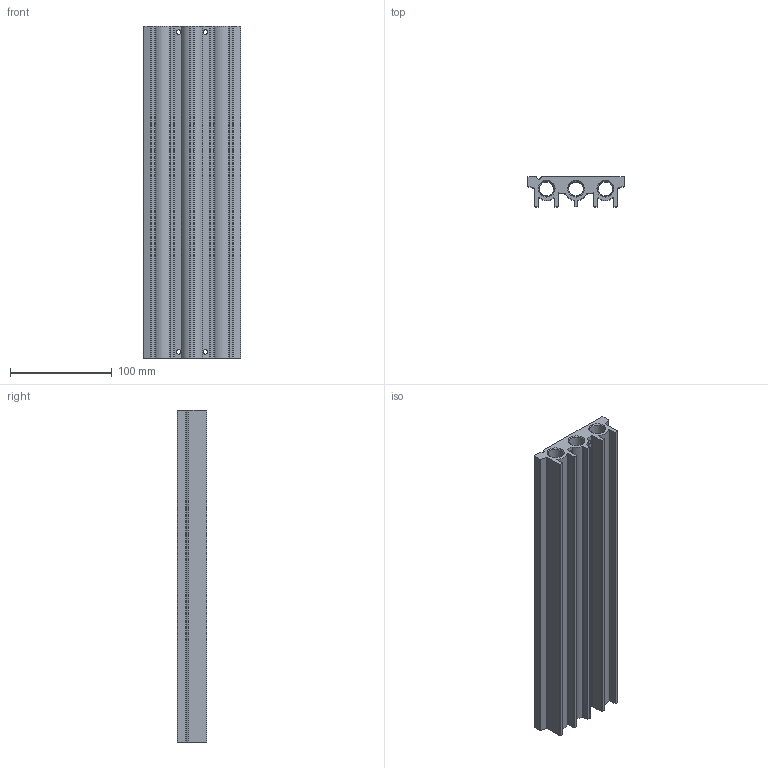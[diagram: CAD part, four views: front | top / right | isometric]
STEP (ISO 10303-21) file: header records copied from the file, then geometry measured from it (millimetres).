
FILE_DESCRIPTION(/* description */ ('STEP AP214'),/* implementation_level */ '2;1');
FILE_NAME(/* name */ '574466_VABM-L1-18S-G38-16',/* time_stamp */ '2024-09-16T02:23:23+02:00',/* author */ ('License CC BY-ND 4.0'),/* organization */ ('CADENAS'),/* preprocessor_version */ 'ST-DEVELOPER v19.3',/* originating_system */ 'PARTsolutions',/* authorisation */ ' ');
FILE_SCHEMA (('AUTOMOTIVE_DESIGN {1 0 10303 214 3 1 1}'));
Length unit declared in the file: millimetre
Products named in the file (2): 574466 VABM-L1-18S-G38-16; 574466 VABM-L1-18S-G38-16---(L1-P)
Assembly tree (1 placements, depth 2):
  574466 VABM-L1-18S-G38-16
    574466 VABM-L1-18S-G38-16---(L1-P)
Bounding box: 95.6 x 29 x 327 mm (x, y, z)
Volume: 452024.4 mm3; surface area: 160445 mm2
Topology: 1 solids, 1 shells, 333 faces, 1076 edges, 703 vertices
Faces by surface type: cylinder 147, cone 108, plane 78
Full cylindrical faces by diameter (mm): 2.459 x32, 4.5 x4, 9 x48, 14.15 x3, 14.95 x6
Entity records: 10351 total; most frequent: CARTESIAN_POINT 2595, DIRECTION 1558, ORIENTED_EDGE 1320, FACE_BOUND 682, EDGE_CURVE 660, AXIS2_PLACEMENT_3D 647, EDGE_LOOP 618, VERTEX_POINT 568
